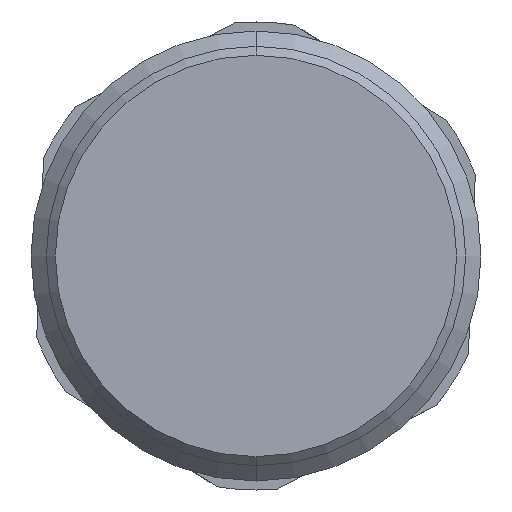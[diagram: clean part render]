
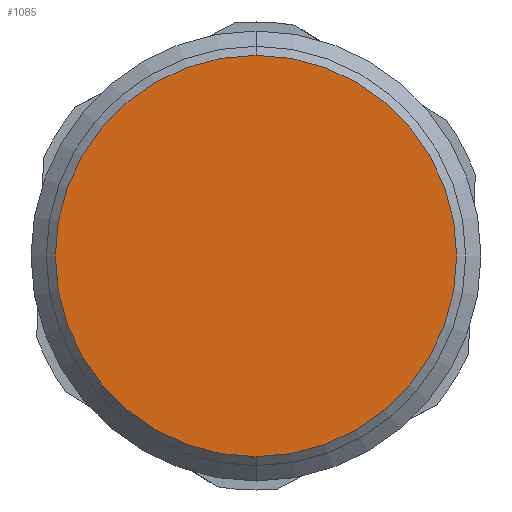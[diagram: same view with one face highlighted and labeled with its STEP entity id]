
A CAD part, front view. The second image highlights one B-rep face of the part: STEP entity #1085.
In plain terms, the highlighted planar face has unit normal (0, -1, 0).
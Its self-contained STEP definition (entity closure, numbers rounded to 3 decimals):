
#255 = AXIS2_PLACEMENT_3D ( 'NONE', #676, #672, #671 ) ;
#360 = FACE_OUTER_BOUND ( 'NONE', #1210, .T. ) ;
#361 = AXIS2_PLACEMENT_3D ( 'NONE', #889, #888, #887 ) ;
#370 = AXIS2_PLACEMENT_3D ( 'NONE', #851, #850, #849 ) ;
#462 = CARTESIAN_POINT ( 'NONE',  ( 0., 0., 11.15 ) ) ;
#469 = CARTESIAN_POINT ( 'NONE',  ( 0., 0., -11.15 ) ) ;
#671 = DIRECTION ( 'NONE',  ( 0., 0., 1. ) ) ;
#672 = DIRECTION ( 'NONE',  ( 0., -1., 0. ) ) ;
#676 = CARTESIAN_POINT ( 'NONE',  ( 0., 0., 0. ) ) ;
#849 = DIRECTION ( 'NONE',  ( 0., 0., 1. ) ) ;
#850 = DIRECTION ( 'NONE',  ( 0., 1., 0. ) ) ;
#851 = CARTESIAN_POINT ( 'NONE',  ( 0., 0., 0. ) ) ;
#852 = PLANE ( 'NONE',  #370 ) ;
#887 = DIRECTION ( 'NONE',  ( 0., 0., 1. ) ) ;
#888 = DIRECTION ( 'NONE',  ( 0., -1., 0. ) ) ;
#889 = CARTESIAN_POINT ( 'NONE',  ( 0., 0., 0. ) ) ;
#1023 = CIRCLE ( 'NONE', #255, 11.15 ) ;
#1042 = CIRCLE ( 'NONE', #361, 11.15 ) ;
#1074 = EDGE_CURVE ( 'NONE', #1321, #1328, #1042, .T. ) ;
#1085 = ADVANCED_FACE ( 'NONE', ( #360 ), #852, .F. ) ;
#1139 = EDGE_CURVE ( 'NONE', #1328, #1321, #1023, .T. ) ;
#1210 = EDGE_LOOP ( 'NONE', ( #1404, #1382 ) ) ;
#1321 = VERTEX_POINT ( 'NONE', #469 ) ;
#1328 = VERTEX_POINT ( 'NONE', #462 ) ;
#1382 = ORIENTED_EDGE ( 'NONE', *, *, #1074, .T. ) ;
#1404 = ORIENTED_EDGE ( 'NONE', *, *, #1139, .T. ) ;
